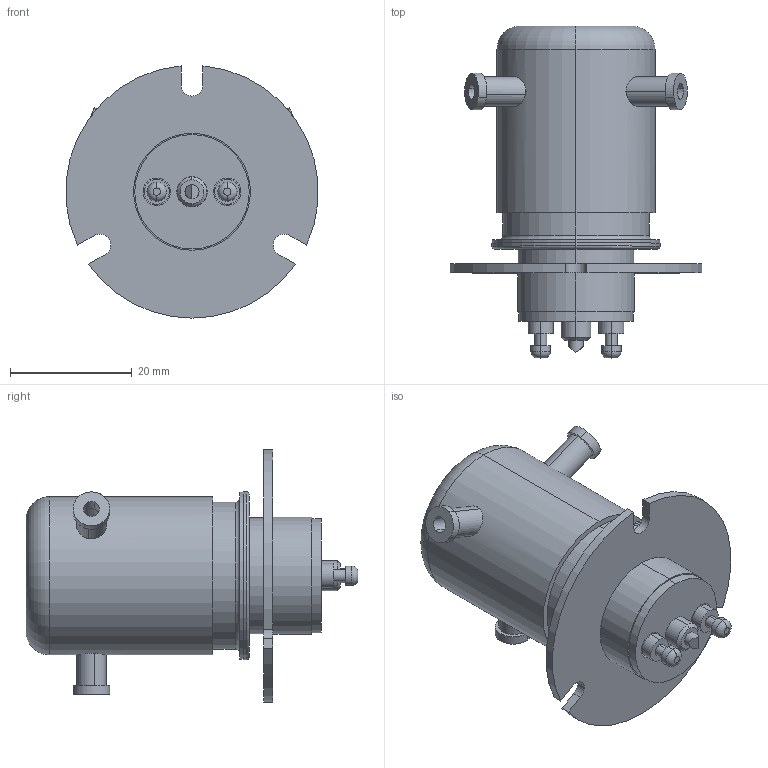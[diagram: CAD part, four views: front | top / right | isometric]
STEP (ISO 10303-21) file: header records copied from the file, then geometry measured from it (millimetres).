
FILE_DESCRIPTION (( 'STEP AP214' ), '1' );
FILE_NAME ('G2WF_step_022417.STEP', '2017-02-24T22:45:12', ( 'Temp' ), ( '' ), 'SwSTEP 2.0', 'SolidWorks 2014', '' );
FILE_SCHEMA (( 'AUTOMOTIVE_DESIGN' ));
Length unit declared in the file: inch
Products named in the file (1): G2WF_step_022417
Bounding box: 41.34 x 54.51 x 41.42 mm (x, y, z)
Volume: 12953.4 mm3; surface area: 13170.4 mm2
Topology: 13 solids, 13 shells, 159 faces, 332 edges, 216 vertices
Faces by surface type: cylinder 91, plane 52, torus 14, cone 2
Entity records: 6917 total; most frequent: CARTESIAN_POINT 1074, DIRECTION 830, ORIENTED_EDGE 664, AXIS2_PLACEMENT_3D 358, EDGE_CURVE 332, VERTEX_POINT 216, CIRCLE 198, EDGE_LOOP 196
